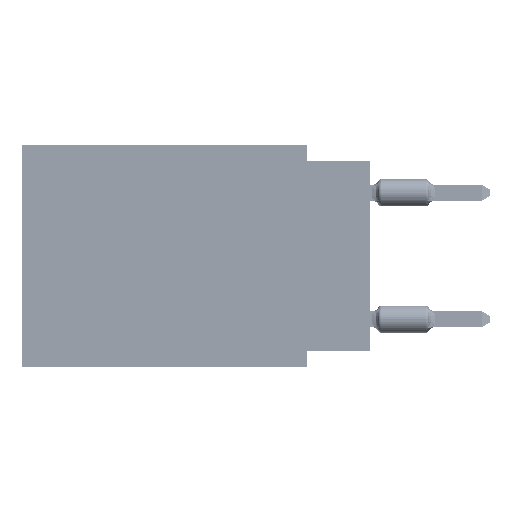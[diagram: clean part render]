
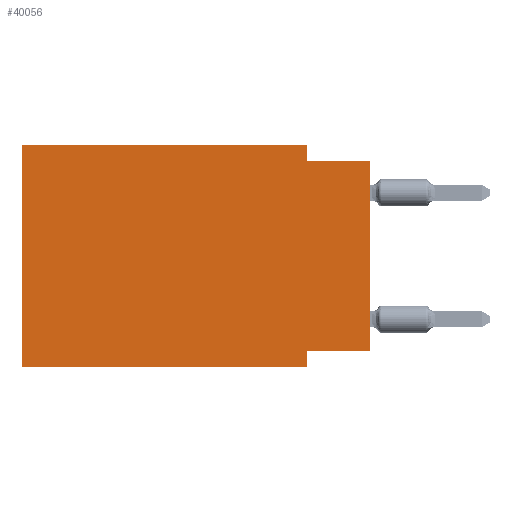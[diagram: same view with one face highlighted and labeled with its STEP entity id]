
A CAD part, left-side view. The second image highlights one B-rep face of the part: STEP entity #40056.
In plain terms, the highlighted planar face has unit normal (-1, 0, 0).
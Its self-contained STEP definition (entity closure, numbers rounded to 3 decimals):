
#233 = CARTESIAN_POINT ( 'NONE',  ( 0., 13.97, 0. ) ) ;
#1857 = EDGE_CURVE ( 'NONE', #84422, #30940, #50502, .T. ) ;
#3822 = EDGE_CURVE ( 'NONE', #20420, #84422, #80581, .T. ) ;
#4348 = DIRECTION ( 'NONE',  ( 0., 1., 0. ) ) ;
#9243 = VECTOR ( 'NONE', #80793, 1000. ) ;
#9633 = VECTOR ( 'NONE', #93743, 1000. ) ;
#10425 = VERTEX_POINT ( 'NONE', #49315 ) ;
#11135 = LINE ( 'NONE', #18251, #65995 ) ;
#14398 = CARTESIAN_POINT ( 'NONE',  ( 0., 2.54, 0. ) ) ;
#15267 = CARTESIAN_POINT ( 'NONE',  ( 0., 13.97, -8.89 ) ) ;
#16861 = ORIENTED_EDGE ( 'NONE', *, *, #1857, .F. ) ;
#18032 = VECTOR ( 'NONE', #70282, 1000. ) ;
#18251 = CARTESIAN_POINT ( 'NONE',  ( 0., 13.97, 0. ) ) ;
#20420 = VERTEX_POINT ( 'NONE', #56823 ) ;
#21693 = CARTESIAN_POINT ( 'NONE',  ( 0., 13.97, 0. ) ) ;
#22849 = LINE ( 'NONE', #43293, #9243 ) ;
#23550 = VECTOR ( 'NONE', #85695, 1000. ) ;
#26041 = CARTESIAN_POINT ( 'NONE',  ( 0., 0., -0.635 ) ) ;
#28789 = EDGE_CURVE ( 'NONE', #76194, #36826, #33291, .T. ) ;
#30940 = VERTEX_POINT ( 'NONE', #48067 ) ;
#31041 = EDGE_CURVE ( 'NONE', #76194, #35093, #22849, .T. ) ;
#31349 = CARTESIAN_POINT ( 'NONE',  ( 0., 13.97, -8.89 ) ) ;
#33291 = LINE ( 'NONE', #91257, #39265 ) ;
#35093 = VERTEX_POINT ( 'NONE', #26041 ) ;
#36826 = VERTEX_POINT ( 'NONE', #59648 ) ;
#38990 = CARTESIAN_POINT ( 'NONE',  ( 0., 2.54, -8.89 ) ) ;
#39265 = VECTOR ( 'NONE', #4348, 1000. ) ;
#40056 = ADVANCED_FACE ( 'NONE', ( #43423 ), #93798, .F. ) ;
#41853 = EDGE_CURVE ( 'NONE', #36826, #10425, #53237, .T. ) ;
#43293 = CARTESIAN_POINT ( 'NONE',  ( 0., 0., 0. ) ) ;
#43423 = FACE_OUTER_BOUND ( 'NONE', #85802, .T. ) ;
#44476 = ORIENTED_EDGE ( 'NONE', *, *, #28789, .F. ) ;
#46606 = ORIENTED_EDGE ( 'NONE', *, *, #31041, .T. ) ;
#47699 = CARTESIAN_POINT ( 'NONE',  ( 0., 0., -8.255 ) ) ;
#48067 = CARTESIAN_POINT ( 'NONE',  ( 0., 2.54, -0.635 ) ) ;
#49110 = CARTESIAN_POINT ( 'NONE',  ( 0., 0., -0.635 ) ) ;
#49315 = CARTESIAN_POINT ( 'NONE',  ( 0., 2.54, -8.89 ) ) ;
#50502 = LINE ( 'NONE', #14398, #9633 ) ;
#53237 = LINE ( 'NONE', #38990, #18032 ) ;
#53886 = DIRECTION ( 'NONE',  ( 0., 0., 1. ) ) ;
#56823 = CARTESIAN_POINT ( 'NONE',  ( 0., 13.97, 0. ) ) ;
#57570 = CARTESIAN_POINT ( 'NONE',  ( 0., 2.54, 0. ) ) ;
#58105 = LINE ( 'NONE', #49110, #23550 ) ;
#59648 = CARTESIAN_POINT ( 'NONE',  ( 0., 2.54, -8.255 ) ) ;
#64124 = VERTEX_POINT ( 'NONE', #31349 ) ;
#65995 = VECTOR ( 'NONE', #53886, 1000. ) ;
#68633 = EDGE_CURVE ( 'NONE', #64124, #10425, #80340, .T. ) ;
#70282 = DIRECTION ( 'NONE',  ( 0., 0., -1. ) ) ;
#72048 = VECTOR ( 'NONE', #73435, 1000. ) ;
#72328 = ORIENTED_EDGE ( 'NONE', *, *, #41853, .F. ) ;
#72386 = DIRECTION ( 'NONE',  ( 0., 0., -1. ) ) ;
#73435 = DIRECTION ( 'NONE',  ( 0., -1., 0. ) ) ;
#75090 = EDGE_CURVE ( 'NONE', #64124, #20420, #11135, .T. ) ;
#75202 = EDGE_CURVE ( 'NONE', #30940, #35093, #58105, .T. ) ;
#76194 = VERTEX_POINT ( 'NONE', #47699 ) ;
#77535 = VECTOR ( 'NONE', #85604, 1000. ) ;
#78605 = AXIS2_PLACEMENT_3D ( 'NONE', #233, #79991, #72386 ) ;
#79991 = DIRECTION ( 'NONE',  ( 1., 0., 0. ) ) ;
#80340 = LINE ( 'NONE', #15267, #77535 ) ;
#80581 = LINE ( 'NONE', #21693, #72048 ) ;
#80793 = DIRECTION ( 'NONE',  ( 0., 0., 1. ) ) ;
#84422 = VERTEX_POINT ( 'NONE', #57570 ) ;
#85604 = DIRECTION ( 'NONE',  ( 0., -1., 0. ) ) ;
#85695 = DIRECTION ( 'NONE',  ( 0., -1., 0. ) ) ;
#85802 = EDGE_LOOP ( 'NONE', ( #46606, #86960, #16861, #87100, #92913, #87859, #72328, #44476 ) ) ;
#86960 = ORIENTED_EDGE ( 'NONE', *, *, #75202, .F. ) ;
#87100 = ORIENTED_EDGE ( 'NONE', *, *, #3822, .F. ) ;
#87859 = ORIENTED_EDGE ( 'NONE', *, *, #68633, .T. ) ;
#91257 = CARTESIAN_POINT ( 'NONE',  ( 0., 0., -8.255 ) ) ;
#92913 = ORIENTED_EDGE ( 'NONE', *, *, #75090, .F. ) ;
#93743 = DIRECTION ( 'NONE',  ( 0., 0., -1. ) ) ;
#93798 = PLANE ( 'NONE',  #78605 ) ;
